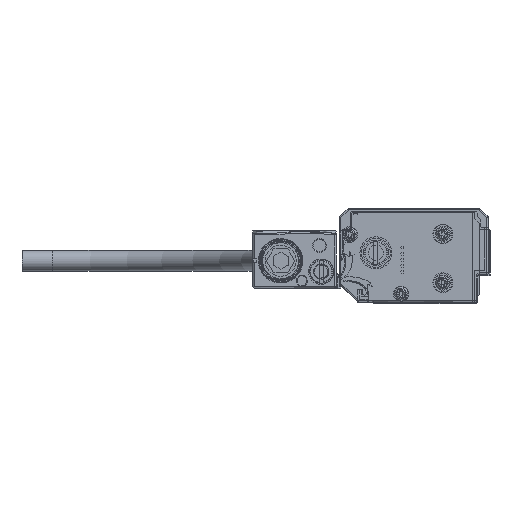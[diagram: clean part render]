
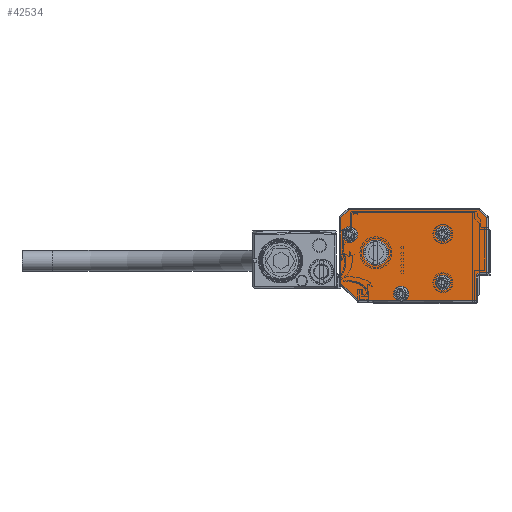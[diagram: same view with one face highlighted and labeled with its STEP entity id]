
A CAD part, left-side view. The second image highlights one B-rep face of the part: STEP entity #42534.
In plain terms, the highlighted planar face has unit normal (-1, 0, 0).
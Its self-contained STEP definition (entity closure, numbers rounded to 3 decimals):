
#42319=AXIS2_PLACEMENT_3D('Circle Axis2P3D',#42317,#42318,$) ;
#42347=AXIS2_PLACEMENT_3D('Circle Axis2P3D',#42345,#42346,$) ;
#42362=AXIS2_PLACEMENT_3D('Plane Axis2P3D',#42359,#42360,#42361) ;
#42366=AXIS2_PLACEMENT_3D('Circle Axis2P3D',#42364,#42365,$) ;
#42373=AXIS2_PLACEMENT_3D('Circle Axis2P3D',#42371,#42372,$) ;
#42380=AXIS2_PLACEMENT_3D('Circle Axis2P3D',#42378,#42379,$) ;
#42392=AXIS2_PLACEMENT_3D('Circle Axis2P3D',#42390,#42391,$) ;
#42464=AXIS2_PLACEMENT_3D('Circle Axis2P3D',#42462,#42463,$) ;
#42473=AXIS2_PLACEMENT_3D('Circle Axis2P3D',#42471,#42472,$) ;
#42482=AXIS2_PLACEMENT_3D('Circle Axis2P3D',#42480,#42481,$) ;
#42491=AXIS2_PLACEMENT_3D('Circle Axis2P3D',#42489,#42490,$) ;
#42500=AXIS2_PLACEMENT_3D('Circle Axis2P3D',#42498,#42499,$) ;
#42509=AXIS2_PLACEMENT_3D('Circle Axis2P3D',#42507,#42508,$) ;
#42518=AXIS2_PLACEMENT_3D('Circle Axis2P3D',#42516,#42517,$) ;
#42527=AXIS2_PLACEMENT_3D('Circle Axis2P3D',#42525,#42526,$) ;
#35975=CARTESIAN_POINT('Vertex',(-1373.,8.4,-1.)) ;
#35977=CARTESIAN_POINT('Vertex',(-1373.,7.,-1.)) ;
#35980=CARTESIAN_POINT('Line Origine',(-1373.,3.5,-1.)) ;
#35984=CARTESIAN_POINT('Vertex',(-1373.,21.793,-1.)) ;
#35996=CARTESIAN_POINT('Vertex',(-1373.,-17.,-1.)) ;
#35999=CARTESIAN_POINT('Line Origine',(-1373.,3.5,-1.)) ;
#42317=CARTESIAN_POINT('Axis2P3D Location',(-1373.,7.7,1.4)) ;
#42321=CARTESIAN_POINT('Vertex',(-1373.,5.2,1.4)) ;
#42342=CARTESIAN_POINT('Vertex',(-1373.,9.894,0.201)) ;
#42345=CARTESIAN_POINT('Axis2P3D Location',(-1373.,7.7,1.4)) ;
#42359=CARTESIAN_POINT('Axis2P3D Location',(-1373.,-21.5,13.5)) ;
#42364=CARTESIAN_POINT('Axis2P3D Location',(-1373.,7.7,1.4)) ;
#42368=CARTESIAN_POINT('Vertex',(-1373.,10.2,1.4)) ;
#42371=CARTESIAN_POINT('Axis2P3D Location',(-1373.,7.7,1.4)) ;
#42375=CARTESIAN_POINT('Vertex',(-1373.,5.506,2.599)) ;
#42378=CARTESIAN_POINT('Axis2P3D Location',(-1373.,7.7,1.4)) ;
#42383=CARTESIAN_POINT('Line Origine',(-1373.,-17.,3.1)) ;
#42387=CARTESIAN_POINT('Vertex',(-1373.,-17.,7.2)) ;
#42390=CARTESIAN_POINT('Axis2P3D Location',(-1373.,-18.,7.2)) ;
#42394=CARTESIAN_POINT('Vertex',(-1373.,-18.,8.2)) ;
#42397=CARTESIAN_POINT('Line Origine',(-1373.,-19.25,8.2)) ;
#42401=CARTESIAN_POINT('Vertex',(-1373.,-20.5,8.2)) ;
#42404=CARTESIAN_POINT('Line Origine',(-1373.,-20.5,17.246)) ;
#42408=CARTESIAN_POINT('Vertex',(-1373.,-20.5,26.293)) ;
#42411=CARTESIAN_POINT('Line Origine',(-1373.,-19.146,27.646)) ;
#42415=CARTESIAN_POINT('Vertex',(-1373.,-17.793,29.)) ;
#42418=CARTESIAN_POINT('Line Origine',(-1373.,3.5,29.)) ;
#42422=CARTESIAN_POINT('Vertex',(-1373.,24.793,29.)) ;
#42425=CARTESIAN_POINT('Line Origine',(-1373.,26.146,27.646)) ;
#42429=CARTESIAN_POINT('Vertex',(-1373.,27.5,26.293)) ;
#42432=CARTESIAN_POINT('Line Origine',(-1373.,27.5,15.5)) ;
#42436=CARTESIAN_POINT('Vertex',(-1373.,27.5,4.707)) ;
#42439=CARTESIAN_POINT('Line Origine',(-1373.,24.646,1.854)) ;
#42462=CARTESIAN_POINT('Axis2P3D Location',(-1373.,-6.,5.)) ;
#42466=CARTESIAN_POINT('Vertex',(-1373.,-3.806,3.801)) ;
#42468=CARTESIAN_POINT('Vertex',(-1373.,-8.194,6.199)) ;
#42471=CARTESIAN_POINT('Axis2P3D Location',(-1373.,-6.,5.)) ;
#42480=CARTESIAN_POINT('Axis2P3D Location',(-1373.,16.,14.8)) ;
#42484=CARTESIAN_POINT('Vertex',(-1373.,11.85,14.8)) ;
#42486=CARTESIAN_POINT('Vertex',(-1373.,20.15,14.8)) ;
#42489=CARTESIAN_POINT('Axis2P3D Location',(-1373.,16.,14.8)) ;
#42498=CARTESIAN_POINT('Axis2P3D Location',(-1373.,-6.,21.)) ;
#42502=CARTESIAN_POINT('Vertex',(-1373.,-8.194,22.199)) ;
#42504=CARTESIAN_POINT('Vertex',(-1373.,-3.806,19.801)) ;
#42507=CARTESIAN_POINT('Axis2P3D Location',(-1373.,-6.,21.)) ;
#42516=CARTESIAN_POINT('Axis2P3D Location',(-1373.,24.5,20.9)) ;
#42520=CARTESIAN_POINT('Vertex',(-1373.,22.306,22.099)) ;
#42522=CARTESIAN_POINT('Vertex',(-1373.,26.694,19.701)) ;
#42525=CARTESIAN_POINT('Axis2P3D Location',(-1373.,24.5,20.9)) ;
#35981=DIRECTION('Vector Direction',(0.,1.,0.)) ;
#36000=DIRECTION('Vector Direction',(0.,1.,0.)) ;
#42318=DIRECTION('Axis2P3D Direction',(-1.,0.,0.)) ;
#42346=DIRECTION('Axis2P3D Direction',(-1.,0.,0.)) ;
#42360=DIRECTION('Axis2P3D Direction',(1.,0.,0.)) ;
#42361=DIRECTION('Axis2P3D XDirection',(0.,1.,0.)) ;
#42365=DIRECTION('Axis2P3D Direction',(1.,0.,0.)) ;
#42372=DIRECTION('Axis2P3D Direction',(1.,0.,0.)) ;
#42379=DIRECTION('Axis2P3D Direction',(1.,0.,0.)) ;
#42384=DIRECTION('Vector Direction',(0.,0.,1.)) ;
#42391=DIRECTION('Axis2P3D Direction',(1.,0.,0.)) ;
#42398=DIRECTION('Vector Direction',(0.,-1.,0.)) ;
#42405=DIRECTION('Vector Direction',(0.,0.,1.)) ;
#42412=DIRECTION('Vector Direction',(0.,-0.707,-0.707)) ;
#42419=DIRECTION('Vector Direction',(0.,1.,0.)) ;
#42426=DIRECTION('Vector Direction',(0.,0.707,-0.707)) ;
#42433=DIRECTION('Vector Direction',(0.,0.,-1.)) ;
#42440=DIRECTION('Vector Direction',(0.,-0.707,-0.707)) ;
#42463=DIRECTION('Axis2P3D Direction',(1.,0.,0.)) ;
#42472=DIRECTION('Axis2P3D Direction',(1.,0.,0.)) ;
#42481=DIRECTION('Axis2P3D Direction',(1.,0.,0.)) ;
#42490=DIRECTION('Axis2P3D Direction',(1.,0.,0.)) ;
#42499=DIRECTION('Axis2P3D Direction',(1.,0.,0.)) ;
#42508=DIRECTION('Axis2P3D Direction',(1.,0.,0.)) ;
#42517=DIRECTION('Axis2P3D Direction',(1.,0.,0.)) ;
#42526=DIRECTION('Axis2P3D Direction',(1.,0.,0.)) ;
#35982=VECTOR('Line Direction',#35981,1.) ;
#36001=VECTOR('Line Direction',#36000,1.) ;
#42385=VECTOR('Line Direction',#42384,1.) ;
#42399=VECTOR('Line Direction',#42398,1.) ;
#42406=VECTOR('Line Direction',#42405,1.) ;
#42413=VECTOR('Line Direction',#42412,1.) ;
#42420=VECTOR('Line Direction',#42419,1.) ;
#42427=VECTOR('Line Direction',#42426,1.) ;
#42434=VECTOR('Line Direction',#42433,1.) ;
#42441=VECTOR('Line Direction',#42440,1.) ;
#42445=ORIENTED_EDGE('',*,*,#42349,.T.) ;
#42446=ORIENTED_EDGE('',*,*,#42370,.T.) ;
#42447=ORIENTED_EDGE('',*,*,#42377,.T.) ;
#42448=ORIENTED_EDGE('',*,*,#42382,.T.) ;
#42449=ORIENTED_EDGE('',*,*,#42323,.T.) ;
#42450=ORIENTED_EDGE('',*,*,#36003,.F.) ;
#42451=ORIENTED_EDGE('',*,*,#42389,.F.) ;
#42452=ORIENTED_EDGE('',*,*,#42396,.F.) ;
#42453=ORIENTED_EDGE('',*,*,#42403,.F.) ;
#42454=ORIENTED_EDGE('',*,*,#42410,.F.) ;
#42455=ORIENTED_EDGE('',*,*,#42417,.F.) ;
#42456=ORIENTED_EDGE('',*,*,#42424,.F.) ;
#42457=ORIENTED_EDGE('',*,*,#42431,.F.) ;
#42458=ORIENTED_EDGE('',*,*,#42438,.F.) ;
#42459=ORIENTED_EDGE('',*,*,#42443,.F.) ;
#42460=ORIENTED_EDGE('',*,*,#35986,.F.) ;
#42477=ORIENTED_EDGE('',*,*,#42470,.T.) ;
#42478=ORIENTED_EDGE('',*,*,#42475,.T.) ;
#42495=ORIENTED_EDGE('',*,*,#42488,.T.) ;
#42496=ORIENTED_EDGE('',*,*,#42493,.T.) ;
#42513=ORIENTED_EDGE('',*,*,#42506,.T.) ;
#42514=ORIENTED_EDGE('',*,*,#42511,.T.) ;
#42531=ORIENTED_EDGE('',*,*,#42524,.T.) ;
#42532=ORIENTED_EDGE('',*,*,#42529,.T.) ;
#42479=FACE_BOUND('',#42476,.T.) ;
#42497=FACE_BOUND('',#42494,.T.) ;
#42515=FACE_BOUND('',#42512,.T.) ;
#42533=FACE_BOUND('',#42530,.T.) ;
#42534=ADVANCED_FACE('\X2\FF8AFF9FFF70FF82\X0\ \X2\FF8EFF9EFF83FF9EFF68FF70\X0\',(#42461,#42479,#42497,#42515,#42533),#42363,.F.) ;
#42320=CIRCLE('generated circle',#42319,2.5) ;
#42348=CIRCLE('generated circle',#42347,2.5) ;
#42367=CIRCLE('generated circle',#42366,2.5) ;
#42374=CIRCLE('generated circle',#42373,2.5) ;
#42381=CIRCLE('generated circle',#42380,2.5) ;
#42393=CIRCLE('generated circle',#42392,1.) ;
#42465=CIRCLE('generated circle',#42464,2.5) ;
#42474=CIRCLE('generated circle',#42473,2.5) ;
#42483=CIRCLE('generated circle',#42482,4.15) ;
#42492=CIRCLE('generated circle',#42491,4.15) ;
#42501=CIRCLE('generated circle',#42500,2.5) ;
#42510=CIRCLE('generated circle',#42509,2.5) ;
#42519=CIRCLE('generated circle',#42518,2.5) ;
#42528=CIRCLE('generated circle',#42527,2.5) ;
#35986=EDGE_CURVE('',#35976,#35985,#35983,.T.) ;
#36003=EDGE_CURVE('',#35997,#35978,#36002,.T.) ;
#42323=EDGE_CURVE('',#42322,#35978,#42320,.F.) ;
#42349=EDGE_CURVE('',#35976,#42343,#42348,.F.) ;
#42370=EDGE_CURVE('',#42343,#42369,#42367,.T.) ;
#42377=EDGE_CURVE('',#42369,#42376,#42374,.T.) ;
#42382=EDGE_CURVE('',#42376,#42322,#42381,.T.) ;
#42389=EDGE_CURVE('',#42388,#35997,#42386,.F.) ;
#42396=EDGE_CURVE('',#42395,#42388,#42393,.F.) ;
#42403=EDGE_CURVE('',#42402,#42395,#42400,.F.) ;
#42410=EDGE_CURVE('',#42409,#42402,#42407,.F.) ;
#42417=EDGE_CURVE('',#42416,#42409,#42414,.T.) ;
#42424=EDGE_CURVE('',#42423,#42416,#42421,.F.) ;
#42431=EDGE_CURVE('',#42430,#42423,#42428,.F.) ;
#42438=EDGE_CURVE('',#42437,#42430,#42435,.F.) ;
#42443=EDGE_CURVE('',#35985,#42437,#42442,.F.) ;
#42470=EDGE_CURVE('',#42467,#42469,#42465,.T.) ;
#42475=EDGE_CURVE('',#42469,#42467,#42474,.T.) ;
#42488=EDGE_CURVE('',#42485,#42487,#42483,.T.) ;
#42493=EDGE_CURVE('',#42487,#42485,#42492,.T.) ;
#42506=EDGE_CURVE('',#42503,#42505,#42501,.T.) ;
#42511=EDGE_CURVE('',#42505,#42503,#42510,.T.) ;
#42524=EDGE_CURVE('',#42521,#42523,#42519,.T.) ;
#42529=EDGE_CURVE('',#42523,#42521,#42528,.T.) ;
#42444=EDGE_LOOP('',(#42445,#42446,#42447,#42448,#42449,#42450,#42451,#42452,#42453,#42454,#42455,#42456,#42457,#42458,#42459,#42460)) ;
#42476=EDGE_LOOP('',(#42477,#42478)) ;
#42494=EDGE_LOOP('',(#42495,#42496)) ;
#42512=EDGE_LOOP('',(#42513,#42514)) ;
#42530=EDGE_LOOP('',(#42531,#42532)) ;
#42461=FACE_OUTER_BOUND('',#42444,.T.) ;
#35983=LINE('Line',#35980,#35982) ;
#36002=LINE('Line',#35999,#36001) ;
#42386=LINE('Line',#42383,#42385) ;
#42400=LINE('Line',#42397,#42399) ;
#42407=LINE('Line',#42404,#42406) ;
#42414=LINE('Line',#42411,#42413) ;
#42421=LINE('Line',#42418,#42420) ;
#42428=LINE('Line',#42425,#42427) ;
#42435=LINE('Line',#42432,#42434) ;
#42442=LINE('Line',#42439,#42441) ;
#42363=PLANE('Plane',#42362) ;
#35976=VERTEX_POINT('',#35975) ;
#35978=VERTEX_POINT('',#35977) ;
#35985=VERTEX_POINT('',#35984) ;
#35997=VERTEX_POINT('',#35996) ;
#42322=VERTEX_POINT('',#42321) ;
#42343=VERTEX_POINT('',#42342) ;
#42369=VERTEX_POINT('',#42368) ;
#42376=VERTEX_POINT('',#42375) ;
#42388=VERTEX_POINT('',#42387) ;
#42395=VERTEX_POINT('',#42394) ;
#42402=VERTEX_POINT('',#42401) ;
#42409=VERTEX_POINT('',#42408) ;
#42416=VERTEX_POINT('',#42415) ;
#42423=VERTEX_POINT('',#42422) ;
#42430=VERTEX_POINT('',#42429) ;
#42437=VERTEX_POINT('',#42436) ;
#42467=VERTEX_POINT('',#42466) ;
#42469=VERTEX_POINT('',#42468) ;
#42485=VERTEX_POINT('',#42484) ;
#42487=VERTEX_POINT('',#42486) ;
#42503=VERTEX_POINT('',#42502) ;
#42505=VERTEX_POINT('',#42504) ;
#42521=VERTEX_POINT('',#42520) ;
#42523=VERTEX_POINT('',#42522) ;
